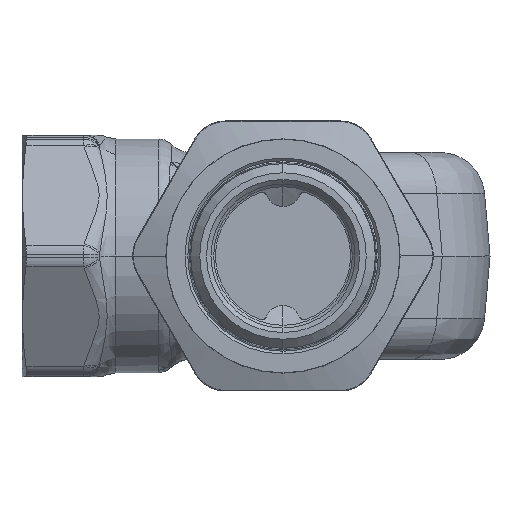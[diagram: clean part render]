
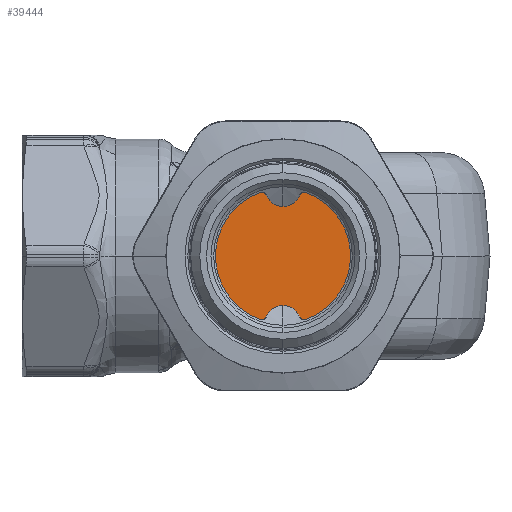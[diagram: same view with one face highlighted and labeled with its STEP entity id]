
A CAD part, front view. The second image highlights one B-rep face of the part: STEP entity #39444.
In plain terms, the highlighted planar face has unit normal (0, -1, 0).
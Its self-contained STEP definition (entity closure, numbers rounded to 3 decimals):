
#12007=CARTESIAN_POINT('',(0.,-19.389,0.));
#12008=DIRECTION('',(0.,1.,0.));
#12009=DIRECTION('',(1.,0.,0.));
#12010=AXIS2_PLACEMENT_3D('',#12007,#12008,#12009);
#12020=CARTESIAN_POINT('',(0.,-19.389,0.));
#12021=DIRECTION('',(0.,1.,0.));
#12022=DIRECTION('',(-1.,0.,0.));
#12023=AXIS2_PLACEMENT_3D('',#12020,#12021,#12022);
#24295=CARTESIAN_POINT('',(-8.85,-19.389,0.));
#24296=CARTESIAN_POINT('',(8.85,-19.389,0.));
#24297=VERTEX_POINT('',#24295);
#24298=VERTEX_POINT('',#24296);
#39434=CARTESIAN_POINT('',(31.021,-19.389,-29.87));
#39435=DIRECTION('',(0.,1.,0.));
#39436=DIRECTION('',(-1.,0.,0.));
#39437=AXIS2_PLACEMENT_3D('',#39434,#39435,#39436);
#39438=PLANE('',#39437);
#39440=ORIENTED_EDGE('',*,*,#39439,.T.);
#39441=ORIENTED_EDGE('',*,*,#39424,.T.);
#39442=EDGE_LOOP('',(#39440,#39441));
#39443=FACE_OUTER_BOUND('',#39442,.F.);
#39444=ADVANCED_FACE('',(#39443),#39438,.F.);
#12011=CIRCLE('',#12010,8.85);
#12024=CIRCLE('',#12023,8.85);
#39424=EDGE_CURVE('',#24298,#24297,#12011,.T.);
#39439=EDGE_CURVE('',#24297,#24298,#12024,.T.);
